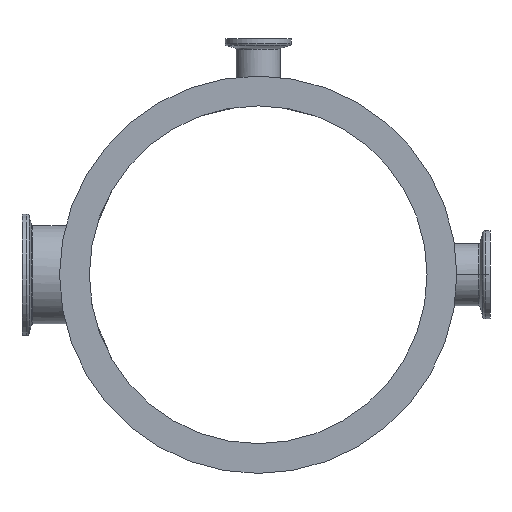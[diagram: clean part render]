
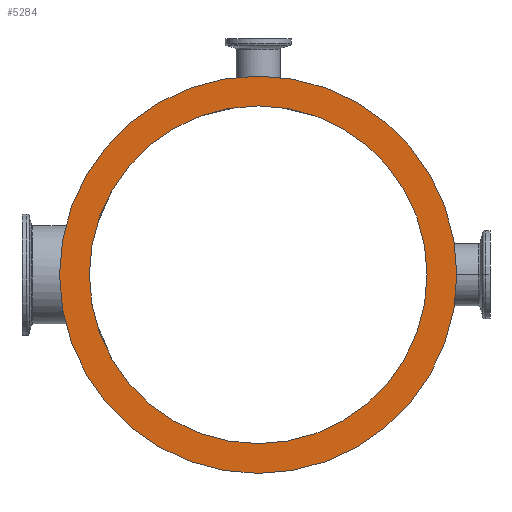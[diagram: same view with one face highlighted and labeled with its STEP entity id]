
A CAD part, front view. The second image highlights one B-rep face of the part: STEP entity #5284.
In plain terms, the highlighted planar face has unit normal (0, -1, 0).
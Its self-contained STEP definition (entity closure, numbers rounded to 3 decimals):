
#324 = EDGE_LOOP ( 'NONE', ( #2056, #3236 ) ) ;
#365 = DIRECTION ( 'NONE',  ( 0., -1., 0. ) ) ;
#454 = DIRECTION ( 'NONE',  ( 0., -1., 0. ) ) ;
#518 = DIRECTION ( 'NONE',  ( 1., 0., 0. ) ) ;
#545 = DIRECTION ( 'NONE',  ( 0., -1., 0. ) ) ;
#565 = CARTESIAN_POINT ( 'NONE',  ( 0., -6., 0. ) ) ;
#1146 = ORIENTED_EDGE ( 'NONE', *, *, #5389, .F. ) ;
#1285 = EDGE_LOOP ( 'NONE', ( #1146, #3385 ) ) ;
#1336 = PLANE ( 'NONE',  #3700 ) ;
#1419 = DIRECTION ( 'NONE',  ( -1., 0., 0. ) ) ;
#1639 = AXIS2_PLACEMENT_3D ( 'NONE', #3147, #2638, #5247 ) ;
#1660 = CARTESIAN_POINT ( 'NONE',  ( 0., -6., 0. ) ) ;
#1671 = AXIS2_PLACEMENT_3D ( 'NONE', #2820, #454, #2689 ) ;
#1705 = VERTEX_POINT ( 'NONE', #3286 ) ;
#1985 = DIRECTION ( 'NONE',  ( 0., 1., 0. ) ) ;
#2056 = ORIENTED_EDGE ( 'NONE', *, *, #5172, .T. ) ;
#2151 = AXIS2_PLACEMENT_3D ( 'NONE', #1660, #365, #2859 ) ;
#2301 = CIRCLE ( 'NONE', #1639, 76.5 ) ;
#2389 = CARTESIAN_POINT ( 'NONE',  ( 0., -6., 76.5 ) ) ;
#2587 = CIRCLE ( 'NONE', #1671, 76.5 ) ;
#2623 = CARTESIAN_POINT ( 'NONE',  ( -76.5, -6., 0. ) ) ;
#2638 = DIRECTION ( 'NONE',  ( 0., -1., 0. ) ) ;
#2665 = CARTESIAN_POINT ( 'NONE',  ( -90., -6., 0. ) ) ;
#2689 = DIRECTION ( 'NONE',  ( 1., 0., 0. ) ) ;
#2820 = CARTESIAN_POINT ( 'NONE',  ( 0., -6., 0. ) ) ;
#2859 = DIRECTION ( 'NONE',  ( 1., 0., 0. ) ) ;
#2980 = CARTESIAN_POINT ( 'NONE',  ( 76.5, -6., 0. ) ) ;
#3078 = EDGE_CURVE ( 'NONE', #4430, #1705, #4970, .T. ) ;
#3147 = CARTESIAN_POINT ( 'NONE',  ( 0., -6., 0. ) ) ;
#3236 = ORIENTED_EDGE ( 'NONE', *, *, #3078, .T. ) ;
#3286 = CARTESIAN_POINT ( 'NONE',  ( 90., -6., 0. ) ) ;
#3385 = ORIENTED_EDGE ( 'NONE', *, *, #5424, .F. ) ;
#3667 = FACE_OUTER_BOUND ( 'NONE', #324, .T. ) ;
#3700 = AXIS2_PLACEMENT_3D ( 'NONE', #2389, #1985, #1419 ) ;
#3832 = AXIS2_PLACEMENT_3D ( 'NONE', #565, #545, #518 ) ;
#4155 = FACE_BOUND ( 'NONE', #1285, .T. ) ;
#4373 = VERTEX_POINT ( 'NONE', #2980 ) ;
#4430 = VERTEX_POINT ( 'NONE', #2665 ) ;
#4500 = CIRCLE ( 'NONE', #2151, 90. ) ;
#4970 = CIRCLE ( 'NONE', #3832, 90. ) ;
#5172 = EDGE_CURVE ( 'NONE', #1705, #4430, #4500, .T. ) ;
#5247 = DIRECTION ( 'NONE',  ( 1., 0., 0. ) ) ;
#5284 = ADVANCED_FACE ( 'NONE', ( #4155, #3667 ), #1336, .F. ) ;
#5389 = EDGE_CURVE ( 'NONE', #4373, #5433, #2587, .T. ) ;
#5424 = EDGE_CURVE ( 'NONE', #5433, #4373, #2301, .T. ) ;
#5433 = VERTEX_POINT ( 'NONE', #2623 ) ;
